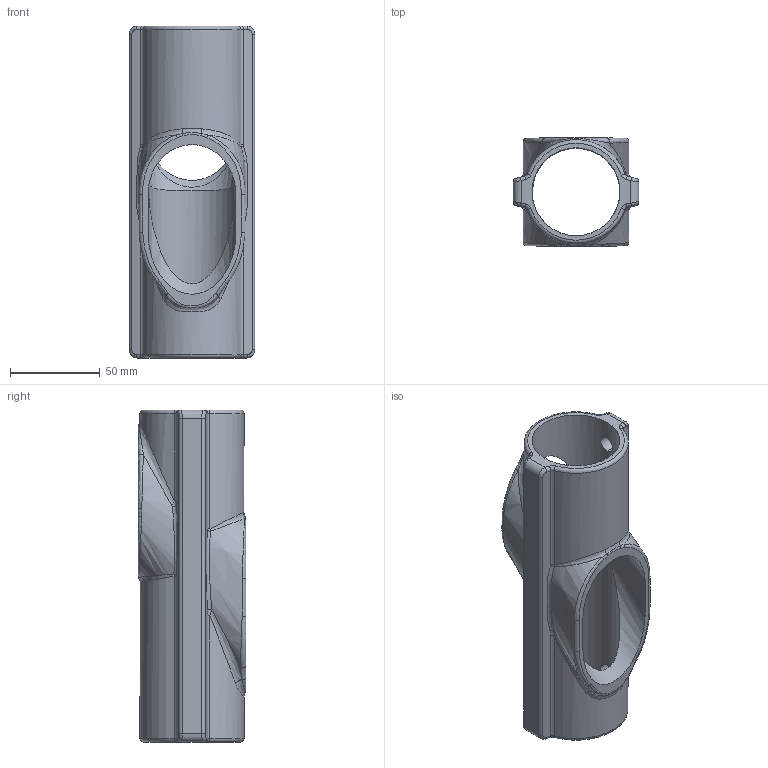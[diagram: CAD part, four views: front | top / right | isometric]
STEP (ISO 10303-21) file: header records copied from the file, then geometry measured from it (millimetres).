
FILE_DESCRIPTION (( 'STEP AP203' ), '1' );
FILE_NAME ('T194021-45.STEP', '2018-07-11T14:25:23', ( '' ), ( '' ), 'SwSTEP 2.0', 'SolidWorks 2016', '' );
FILE_SCHEMA (( 'CONFIG_CONTROL_DESIGN' ));
Length unit declared in the file: millimetre
Products named in the file (1): T194021-45
Bounding box: 70 x 60 x 185 mm (x, y, z)
Volume: 166977.4 mm3; surface area: 64558.5 mm2
Topology: 1 solids, 1 shells, 121 faces, 315 edges, 191 vertices
Faces by surface type: bspline 61, cylinder 38, torus 12, plane 10
Entity records: 11663 total; most frequent: CARTESIAN_POINT 9104, ORIENTED_EDGE 630, DIRECTION 378, EDGE_CURVE 315, VERTEX_POINT 191, AXIS2_PLACEMENT_3D 159, B_SPLINE_CURVE_WITH_KNOTS 141, EDGE_LOOP 128
